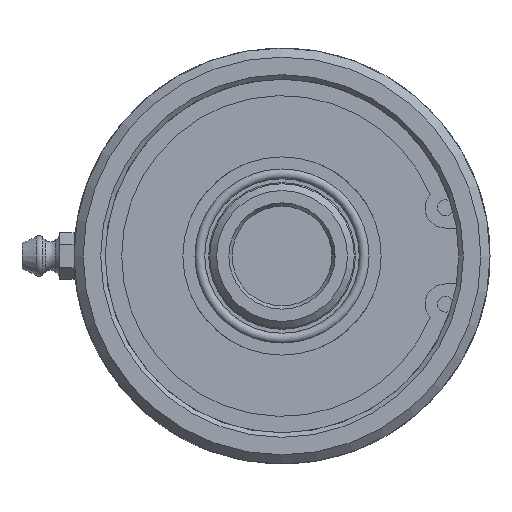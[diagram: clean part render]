
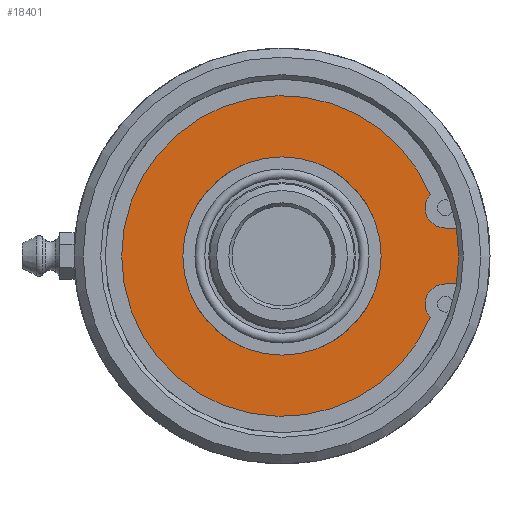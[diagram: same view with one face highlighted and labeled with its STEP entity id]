
A CAD part, left-side view. The second image highlights one B-rep face of the part: STEP entity #18401.
In plain terms, the highlighted planar face has unit normal (-1, 0, 0).
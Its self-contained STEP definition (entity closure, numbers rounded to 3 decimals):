
#956=PLANE('',#19315);
#1066=FACE_BOUND('',#3086,.T.);
#1984=FACE_OUTER_BOUND('',#3085,.T.);
#3085=EDGE_LOOP('',(#16548,#16549,#16550,#16551,#16552,#16553));
#3086=EDGE_LOOP('',(#16554,#16555));
#4729=CIRCLE('',#19295,3.556);
#4731=CIRCLE('',#19298,28.142);
#4733=CIRCLE('',#19301,3.556);
#4740=CIRCLE('',#19313,33.45);
#4741=CIRCLE('',#19316,17.4);
#4742=CIRCLE('',#19317,17.4);
#5878=LINE('',#52573,#6951);
#5883=LINE('',#52587,#6956);
#6951=VECTOR('',#22068,10.);
#6956=VECTOR('',#22075,10.);
#8658=VERTEX_POINT('',#52570);
#8659=VERTEX_POINT('',#52572);
#8663=VERTEX_POINT('',#52584);
#8664=VERTEX_POINT('',#52586);
#8665=VERTEX_POINT('',#52590);
#8667=VERTEX_POINT('',#52596);
#8670=VERTEX_POINT('',#52618);
#8671=VERTEX_POINT('',#52619);
#11314=EDGE_CURVE('',#8659,#8658,#5878,.T.);
#11320=EDGE_CURVE('',#8664,#8663,#5883,.T.);
#11322=EDGE_CURVE('',#8663,#8665,#4729,.T.);
#11325=EDGE_CURVE('',#8665,#8667,#4731,.T.);
#11328=EDGE_CURVE('',#8667,#8659,#4733,.T.);
#11335=EDGE_CURVE('',#8658,#8664,#4740,.T.);
#11336=EDGE_CURVE('',#8670,#8671,#4741,.T.);
#11337=EDGE_CURVE('',#8671,#8670,#4742,.T.);
#16548=ORIENTED_EDGE('',*,*,#11320,.T.);
#16549=ORIENTED_EDGE('',*,*,#11322,.T.);
#16550=ORIENTED_EDGE('',*,*,#11325,.T.);
#16551=ORIENTED_EDGE('',*,*,#11328,.T.);
#16552=ORIENTED_EDGE('',*,*,#11314,.T.);
#16553=ORIENTED_EDGE('',*,*,#11335,.T.);
#16554=ORIENTED_EDGE('',*,*,#11336,.T.);
#16555=ORIENTED_EDGE('',*,*,#11337,.T.);
#18401=ADVANCED_FACE('',(#1984,#1066),#956,.F.);
#19295=AXIS2_PLACEMENT_3D('',#52591,#22079,#22080);
#19298=AXIS2_PLACEMENT_3D('',#52597,#22086,#22087);
#19301=AXIS2_PLACEMENT_3D('',#52602,#22093,#22094);
#19313=AXIS2_PLACEMENT_3D('',#52615,#22117,#22118);
#19315=AXIS2_PLACEMENT_3D('',#52617,#22121,#22122);
#19316=AXIS2_PLACEMENT_3D('',#52620,#22123,#22124);
#19317=AXIS2_PLACEMENT_3D('',#52621,#22125,#22126);
#22068=DIRECTION('',(0.,-1.,0.));
#22075=DIRECTION('',(0.,1.,0.));
#22079=DIRECTION('center_axis',(1.,0.,0.));
#22080=DIRECTION('ref_axis',(0.,0.754,0.657));
#22086=DIRECTION('center_axis',(-1.,0.,0.));
#22087=DIRECTION('ref_axis',(0.,0.924,-0.384));
#22093=DIRECTION('center_axis',(1.,0.,0.));
#22094=DIRECTION('ref_axis',(0.,0.,1.));
#22117=DIRECTION('center_axis',(-1.,0.,0.));
#22118=DIRECTION('ref_axis',(0.,1.,0.));
#22121=DIRECTION('center_axis',(1.,0.,0.));
#22122=DIRECTION('ref_axis',(0.,0.,-1.));
#22123=DIRECTION('center_axis',(1.,0.,0.));
#22124=DIRECTION('ref_axis',(0.,1.,0.));
#22125=DIRECTION('center_axis',(1.,0.,0.));
#22126=DIRECTION('ref_axis',(0.,1.,0.));
#52570=CARTESIAN_POINT('',(6.08,-33.089,-4.902));
#52572=CARTESIAN_POINT('',(6.08,-28.672,-4.902));
#52573=CARTESIAN_POINT('',(6.08,-8.182,-4.902));
#52584=CARTESIAN_POINT('',(6.08,-28.672,4.902));
#52586=CARTESIAN_POINT('',(6.08,-33.089,4.902));
#52587=CARTESIAN_POINT('',(6.08,-5.974,4.902));
#52590=CARTESIAN_POINT('',(6.08,-25.99,10.793));
#52591=CARTESIAN_POINT('Origin',(6.08,-28.672,8.458));
#52596=CARTESIAN_POINT('',(6.08,-25.99,-10.793));
#52597=CARTESIAN_POINT('Origin',(6.08,0.,
0.));
#52602=CARTESIAN_POINT('Origin',(6.08,-28.672,-8.458));
#52615=CARTESIAN_POINT('Origin',(6.08,0.,0.));
#52617=CARTESIAN_POINT('Origin',(6.08,16.725,0.));
#52618=CARTESIAN_POINT('',(6.08,17.4,0.));
#52619=CARTESIAN_POINT('',(6.08,-17.4,0.));
#52620=CARTESIAN_POINT('Origin',(6.08,0.,
0.));
#52621=CARTESIAN_POINT('Origin',(6.08,0.,
0.));
